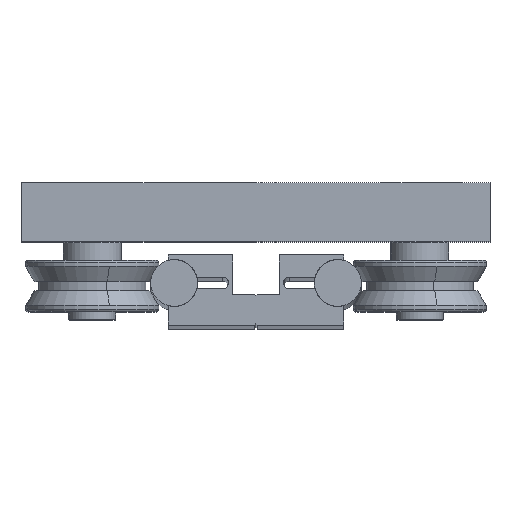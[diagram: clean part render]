
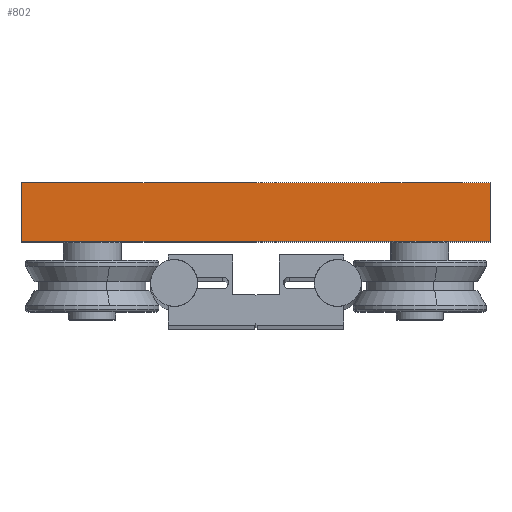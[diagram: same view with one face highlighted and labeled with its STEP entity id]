
A CAD part, top view. The second image highlights one B-rep face of the part: STEP entity #802.
In plain terms, the highlighted planar face has unit normal (0, 0, 1).
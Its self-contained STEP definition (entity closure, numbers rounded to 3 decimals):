
#802=ADVANCED_FACE('',(#1695),#1696,.T.);
#1695=FACE_OUTER_BOUND('',#2824,.T.);
#1696=PLANE('',#2825);
#2824=EDGE_LOOP('',(#5586,#5587,#5588,#5589));
#2825=AXIS2_PLACEMENT_3D('',#5590,#5591,#5592);
#5586=ORIENTED_EDGE('',*,*,#6602,.F.);
#5587=ORIENTED_EDGE('',*,*,#6603,.F.);
#5588=ORIENTED_EDGE('',*,*,#6604,.F.);
#5589=ORIENTED_EDGE('',*,*,#6597,.F.);
#5590=CARTESIAN_POINT('',(-100.,49.0,590.0));
#5591=DIRECTION('',(0.0,-0.0,1.0));
#5592=DIRECTION('',(0.0,1.0,0.0));
#6597=EDGE_CURVE('',#8121,#8116,#8123,.T.);
#6602=EDGE_CURVE('',#8129,#8121,#8131,.T.);
#6603=EDGE_CURVE('',#8132,#8129,#8133,.T.);
#6604=EDGE_CURVE('',#8116,#8132,#8134,.T.);
#8116=VERTEX_POINT('',#10376);
#8121=VERTEX_POINT('',#10383);
#8123=LINE('',#10386,#10387);
#8129=VERTEX_POINT('',#10396);
#8131=LINE('',#10399,#10400);
#8132=VERTEX_POINT('',#10401);
#8133=LINE('',#10402,#10403);
#8134=LINE('',#10404,#10405);
#10376=CARTESIAN_POINT('',(-100.,36.5,590.0));
#10383=CARTESIAN_POINT('',(100.0,36.5,590.0));
#10386=CARTESIAN_POINT('',(100.0,36.5,590.0));
#10387=VECTOR('',#11723,200.0);
#10396=CARTESIAN_POINT('',(100.0,61.5,590.0));
#10399=CARTESIAN_POINT('',(100.0,61.5,590.0));
#10400=VECTOR('',#11728,25.0);
#10401=CARTESIAN_POINT('',(-100.,61.5,590.0));
#10402=CARTESIAN_POINT('',(-100.,61.5,590.0));
#10403=VECTOR('',#11729,200.0);
#10404=CARTESIAN_POINT('',(-100.,36.5,590.0));
#10405=VECTOR('',#11730,25.0);
#11723=DIRECTION('',(-1.0,0.0,0.0));
#11728=DIRECTION('',(0.0,-1.0,0.0));
#11729=DIRECTION('',(1.0,0.0,0.0));
#11730=DIRECTION('',(0.0,1.0,0.0));
